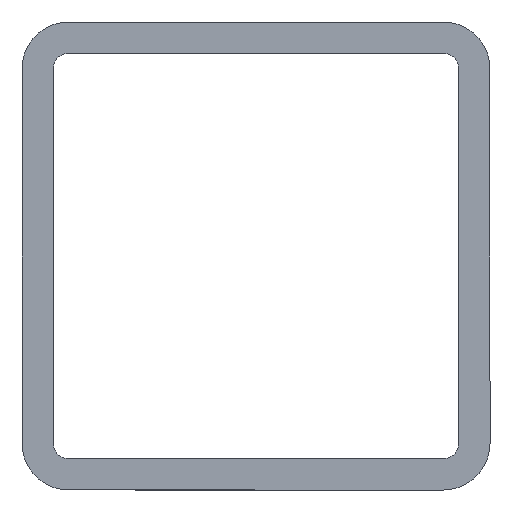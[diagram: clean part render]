
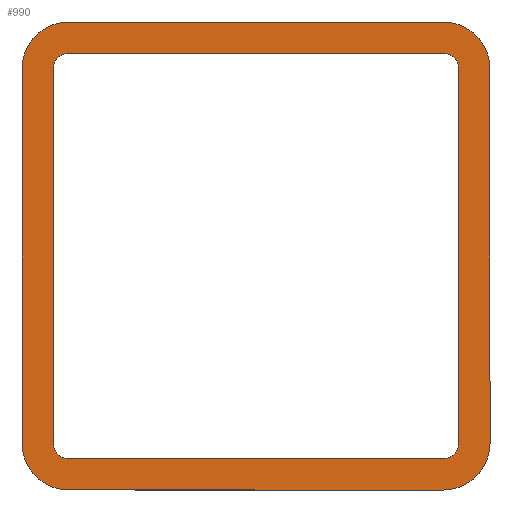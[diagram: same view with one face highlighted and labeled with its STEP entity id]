
A CAD part, front view. The second image highlights one B-rep face of the part: STEP entity #990.
In plain terms, the highlighted planar face has unit normal (0, -1, 0).
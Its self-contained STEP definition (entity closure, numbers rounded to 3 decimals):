
#4 = CARTESIAN_POINT ( 'NONE',  ( 15., 0., -12. ) ) ;
#7 = CARTESIAN_POINT ( 'NONE',  ( -15., 0., -12. ) ) ;
#10 = DIRECTION ( 'NONE',  ( 1., 0., 0. ) ) ;
#12 = CARTESIAN_POINT ( 'NONE',  ( 12., 0., -15. ) ) ;
#29 = CARTESIAN_POINT ( 'NONE',  ( -12., 0., -12. ) ) ;
#33 = ORIENTED_EDGE ( 'NONE', *, *, #185, .T. ) ;
#47 = DIRECTION ( 'NONE',  ( 0., 0., 1. ) ) ;
#82 = AXIS2_PLACEMENT_3D ( 'NONE', #1497, #930, #520 ) ;
#94 = ORIENTED_EDGE ( 'NONE', *, *, #1038, .F. ) ;
#103 = ORIENTED_EDGE ( 'NONE', *, *, #525, .F. ) ;
#109 = FACE_BOUND ( 'NONE', #691, .T. ) ;
#120 = EDGE_CURVE ( 'NONE', #1345, #1149, #1187, .T. ) ;
#122 = CARTESIAN_POINT ( 'NONE',  ( -13., 0., 12. ) ) ;
#141 = CARTESIAN_POINT ( 'NONE',  ( -12., 0., -13. ) ) ;
#146 = DIRECTION ( 'NONE',  ( 0., 0., 1. ) ) ;
#152 = CIRCLE ( 'NONE', #766, 3. ) ;
#158 = DIRECTION ( 'NONE',  ( 0., 1., 0. ) ) ;
#172 = DIRECTION ( 'NONE',  ( -1., 0., 0. ) ) ;
#173 = AXIS2_PLACEMENT_3D ( 'NONE', #1396, #709, #1165 ) ;
#175 = EDGE_CURVE ( 'NONE', #842, #1345, #533, .T. ) ;
#182 = CARTESIAN_POINT ( 'NONE',  ( 15., 0., 12. ) ) ;
#185 = EDGE_CURVE ( 'NONE', #1195, #456, #1337, .T. ) ;
#186 = DIRECTION ( 'NONE',  ( -1., 0., 0. ) ) ;
#189 = CARTESIAN_POINT ( 'NONE',  ( -15., 0., 12. ) ) ;
#193 = CARTESIAN_POINT ( 'NONE',  ( 13., 0., 12. ) ) ;
#229 = AXIS2_PLACEMENT_3D ( 'NONE', #253, #1057, #146 ) ;
#231 = CARTESIAN_POINT ( 'NONE',  ( -13., 0., -12. ) ) ;
#245 = CARTESIAN_POINT ( 'NONE',  ( -12., 0., 13. ) ) ;
#248 = DIRECTION ( 'NONE',  ( 0., 0., 1. ) ) ;
#250 = ORIENTED_EDGE ( 'NONE', *, *, #683, .F. ) ;
#253 = CARTESIAN_POINT ( 'NONE',  ( 12., 0., -12. ) ) ;
#255 = CARTESIAN_POINT ( 'NONE',  ( 12., 0., -12. ) ) ;
#256 = VECTOR ( 'NONE', #186, 1000. ) ;
#261 = DIRECTION ( 'NONE',  ( 1., 0., 0. ) ) ;
#273 = ORIENTED_EDGE ( 'NONE', *, *, #1084, .T. ) ;
#280 = DIRECTION ( 'NONE',  ( 0., 0., 1. ) ) ;
#284 = CARTESIAN_POINT ( 'NONE',  ( 12., 0., -15. ) ) ;
#292 = ORIENTED_EDGE ( 'NONE', *, *, #175, .T. ) ;
#302 = CARTESIAN_POINT ( 'NONE',  ( -12., 0., -12. ) ) ;
#313 = ORIENTED_EDGE ( 'NONE', *, *, #1164, .F. ) ;
#320 = VERTEX_POINT ( 'NONE', #442 ) ;
#324 = CIRCLE ( 'NONE', #448, 1. ) ;
#347 = VECTOR ( 'NONE', #1286, 1000. ) ;
#354 = ORIENTED_EDGE ( 'NONE', *, *, #120, .T. ) ;
#355 = CARTESIAN_POINT ( 'NONE',  ( 13., 0., -12. ) ) ;
#363 = DIRECTION ( 'NONE',  ( 0., 0., -1. ) ) ;
#365 = EDGE_LOOP ( 'NONE', ( #643, #857, #250, #313, #1013, #555, #94, #103 ) ) ;
#380 = LINE ( 'NONE', #284, #1198 ) ;
#386 = CARTESIAN_POINT ( 'NONE',  ( -15., 0., 12. ) ) ;
#398 = CIRCLE ( 'NONE', #1246, 1. ) ;
#412 = DIRECTION ( 'NONE',  ( 0., 1., 0. ) ) ;
#442 = CARTESIAN_POINT ( 'NONE',  ( 15., 0., -12. ) ) ;
#448 = AXIS2_PLACEMENT_3D ( 'NONE', #626, #608, #532 ) ;
#454 = EDGE_CURVE ( 'NONE', #320, #1459, #803, .T. ) ;
#456 = VERTEX_POINT ( 'NONE', #141 ) ;
#486 = CARTESIAN_POINT ( 'NONE',  ( -12., 0., -15. ) ) ;
#514 = CARTESIAN_POINT ( 'NONE',  ( 12., 0., 13. ) ) ;
#516 = DIRECTION ( 'NONE',  ( 0., 0., 1. ) ) ;
#520 = DIRECTION ( 'NONE',  ( 0., 0., 1. ) ) ;
#521 = VECTOR ( 'NONE', #660, 1000. ) ;
#524 = VERTEX_POINT ( 'NONE', #386 ) ;
#525 = EDGE_CURVE ( 'NONE', #1058, #765, #602, .T. ) ;
#530 = VERTEX_POINT ( 'NONE', #486 ) ;
#532 = DIRECTION ( 'NONE',  ( 0., 0., 1. ) ) ;
#533 = CIRCLE ( 'NONE', #651, 1. ) ;
#546 = CIRCLE ( 'NONE', #82, 3. ) ;
#555 = ORIENTED_EDGE ( 'NONE', *, *, #1389, .F. ) ;
#570 = CARTESIAN_POINT ( 'NONE',  ( -12., 0., 12. ) ) ;
#602 = LINE ( 'NONE', #853, #1132 ) ;
#606 = DIRECTION ( 'NONE',  ( 0., 0., 1. ) ) ;
#608 = DIRECTION ( 'NONE',  ( 0., 1., 0. ) ) ;
#626 = CARTESIAN_POINT ( 'NONE',  ( 12., 0., 12. ) ) ;
#643 = ORIENTED_EDGE ( 'NONE', *, *, #1005, .F. ) ;
#651 = AXIS2_PLACEMENT_3D ( 'NONE', #1016, #412, #280 ) ;
#653 = CIRCLE ( 'NONE', #1043, 3. ) ;
#660 = DIRECTION ( 'NONE',  ( 0., 0., 1. ) ) ;
#661 = VERTEX_POINT ( 'NONE', #182 ) ;
#677 = ORIENTED_EDGE ( 'NONE', *, *, #929, .T. ) ;
#681 = CARTESIAN_POINT ( 'NONE',  ( -13., 0., 12. ) ) ;
#683 = EDGE_CURVE ( 'NONE', #530, #955, #653, .T. ) ;
#691 = EDGE_LOOP ( 'NONE', ( #273, #1134, #1435, #33, #795, #677, #292, #354 ) ) ;
#693 = PLANE ( 'NONE',  #173 ) ;
#700 = LINE ( 'NONE', #355, #770 ) ;
#709 = DIRECTION ( 'NONE',  ( 0., 1., 0. ) ) ;
#716 = DIRECTION ( 'NONE',  ( 0., 0., -1. ) ) ;
#764 = CARTESIAN_POINT ( 'NONE',  ( 12., 0., -13. ) ) ;
#765 = VERTEX_POINT ( 'NONE', #1369 ) ;
#766 = AXIS2_PLACEMENT_3D ( 'NONE', #570, #1403, #248 ) ;
#770 = VECTOR ( 'NONE', #363, 1000. ) ;
#771 = DIRECTION ( 'NONE',  ( 0., 1., 0. ) ) ;
#795 = ORIENTED_EDGE ( 'NONE', *, *, #1147, .T. ) ;
#803 = CIRCLE ( 'NONE', #229, 3. ) ;
#842 = VERTEX_POINT ( 'NONE', #681 ) ;
#853 = CARTESIAN_POINT ( 'NONE',  ( -12., 0., 15. ) ) ;
#857 = ORIENTED_EDGE ( 'NONE', *, *, #895, .F. ) ;
#877 = VECTOR ( 'NONE', #261, 1000. ) ;
#891 = AXIS2_PLACEMENT_3D ( 'NONE', #29, #158, #47 ) ;
#895 = EDGE_CURVE ( 'NONE', #955, #524, #1032, .T. ) ;
#929 = EDGE_CURVE ( 'NONE', #970, #842, #1504, .T. ) ;
#930 = DIRECTION ( 'NONE',  ( 0., 1., 0. ) ) ;
#942 = FACE_OUTER_BOUND ( 'NONE', #365, .T. ) ;
#955 = VERTEX_POINT ( 'NONE', #7 ) ;
#970 = VERTEX_POINT ( 'NONE', #231 ) ;
#990 = ADVANCED_FACE ( 'NONE', ( #109, #942 ), #693, .F. ) ;
#1005 = EDGE_CURVE ( 'NONE', #524, #1058, #152, .T. ) ;
#1013 = ORIENTED_EDGE ( 'NONE', *, *, #454, .F. ) ;
#1016 = CARTESIAN_POINT ( 'NONE',  ( -12., 0., 12. ) ) ;
#1025 = CARTESIAN_POINT ( 'NONE',  ( 12., 0., -13. ) ) ;
#1032 = LINE ( 'NONE', #189, #521 ) ;
#1036 = VERTEX_POINT ( 'NONE', #1040 ) ;
#1038 = EDGE_CURVE ( 'NONE', #765, #661, #546, .T. ) ;
#1040 = CARTESIAN_POINT ( 'NONE',  ( 13., 0., -12. ) ) ;
#1043 = AXIS2_PLACEMENT_3D ( 'NONE', #302, #771, #516 ) ;
#1057 = DIRECTION ( 'NONE',  ( 0., 1., 0. ) ) ;
#1058 = VERTEX_POINT ( 'NONE', #1323 ) ;
#1084 = EDGE_CURVE ( 'NONE', #1149, #1215, #324, .T. ) ;
#1132 = VECTOR ( 'NONE', #10, 1000. ) ;
#1134 = ORIENTED_EDGE ( 'NONE', *, *, #1412, .T. ) ;
#1145 = CIRCLE ( 'NONE', #891, 1. ) ;
#1147 = EDGE_CURVE ( 'NONE', #456, #970, #1145, .T. ) ;
#1149 = VERTEX_POINT ( 'NONE', #514 ) ;
#1164 = EDGE_CURVE ( 'NONE', #1459, #530, #380, .T. ) ;
#1165 = DIRECTION ( 'NONE',  ( 0., 0., 1. ) ) ;
#1187 = LINE ( 'NONE', #1301, #877 ) ;
#1195 = VERTEX_POINT ( 'NONE', #1025 ) ;
#1198 = VECTOR ( 'NONE', #172, 1000. ) ;
#1215 = VERTEX_POINT ( 'NONE', #193 ) ;
#1246 = AXIS2_PLACEMENT_3D ( 'NONE', #255, #1321, #606 ) ;
#1286 = DIRECTION ( 'NONE',  ( 0., 0., 1. ) ) ;
#1301 = CARTESIAN_POINT ( 'NONE',  ( -12., 0., 13. ) ) ;
#1321 = DIRECTION ( 'NONE',  ( 0., 1., 0. ) ) ;
#1323 = CARTESIAN_POINT ( 'NONE',  ( -12., 0., 15. ) ) ;
#1337 = LINE ( 'NONE', #764, #256 ) ;
#1345 = VERTEX_POINT ( 'NONE', #245 ) ;
#1369 = CARTESIAN_POINT ( 'NONE',  ( 12., 0., 15. ) ) ;
#1389 = EDGE_CURVE ( 'NONE', #661, #320, #1496, .T. ) ;
#1396 = CARTESIAN_POINT ( 'NONE',  ( -12., 0., 12. ) ) ;
#1403 = DIRECTION ( 'NONE',  ( 0., 1., 0. ) ) ;
#1412 = EDGE_CURVE ( 'NONE', #1215, #1036, #700, .T. ) ;
#1435 = ORIENTED_EDGE ( 'NONE', *, *, #1484, .T. ) ;
#1441 = VECTOR ( 'NONE', #716, 1000. ) ;
#1459 = VERTEX_POINT ( 'NONE', #12 ) ;
#1484 = EDGE_CURVE ( 'NONE', #1036, #1195, #398, .T. ) ;
#1496 = LINE ( 'NONE', #4, #1441 ) ;
#1497 = CARTESIAN_POINT ( 'NONE',  ( 12., 0., 12. ) ) ;
#1504 = LINE ( 'NONE', #122, #347 ) ;
